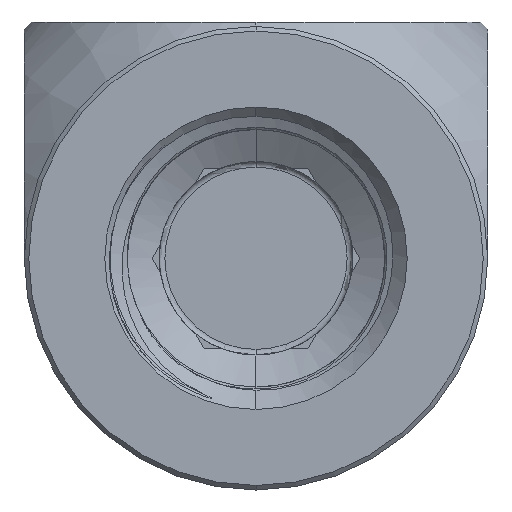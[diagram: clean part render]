
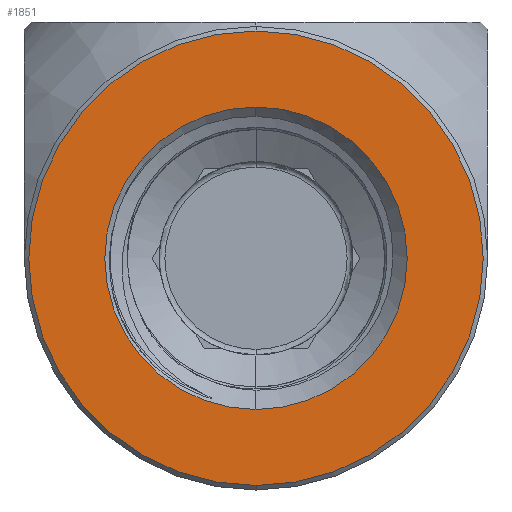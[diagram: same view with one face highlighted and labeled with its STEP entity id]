
A CAD part, front view. The second image highlights one B-rep face of the part: STEP entity #1851.
In plain terms, the highlighted planar face has unit normal (0, -1, 0).
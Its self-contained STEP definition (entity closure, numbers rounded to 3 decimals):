
#1146 = FACE_BOUND ( 'NONE', #12420, .T. ) ;
#1309 = PLANE ( 'NONE',  #4104 ) ;
#1851 = ADVANCED_FACE ( 'NONE', ( #2263, #1146 ), #1309, .F. ) ;
#1913 = EDGE_CURVE ( 'NONE', #12042, #12672, #13028, .T. ) ;
#2233 = CARTESIAN_POINT ( 'NONE',  ( 0., -7., 0. ) ) ;
#2263 = FACE_OUTER_BOUND ( 'NONE', #2571, .T. ) ;
#2428 = DIRECTION ( 'NONE',  ( 0., 1., 0. ) ) ;
#2526 = CIRCLE ( 'NONE', #10940, 10.1 ) ;
#2564 = CARTESIAN_POINT ( 'NONE',  ( 0., -7., 10.1 ) ) ;
#2571 = EDGE_LOOP ( 'NONE', ( #3653, #13651 ) ) ;
#3078 = DIRECTION ( 'NONE',  ( 0., 1., 0. ) ) ;
#3117 = AXIS2_PLACEMENT_3D ( 'NONE', #2233, #7124, #14546 ) ;
#3653 = ORIENTED_EDGE ( 'NONE', *, *, #11031, .F. ) ;
#4104 = AXIS2_PLACEMENT_3D ( 'NONE', #6028, #13373, #14577 ) ;
#4446 = DIRECTION ( 'NONE',  ( 0., 0., 1. ) ) ;
#4736 = ORIENTED_EDGE ( 'NONE', *, *, #6109, .T. ) ;
#4907 = CARTESIAN_POINT ( 'NONE',  ( 0., -7., 0. ) ) ;
#5523 = CARTESIAN_POINT ( 'NONE',  ( 0., -7., -6.72 ) ) ;
#6028 = CARTESIAN_POINT ( 'NONE',  ( 10.1, -7., 0. ) ) ;
#6109 = EDGE_CURVE ( 'NONE', #13656, #6723, #12060, .T. ) ;
#6550 = DIRECTION ( 'NONE',  ( 0., 0., 1. ) ) ;
#6723 = VERTEX_POINT ( 'NONE', #7313 ) ;
#7124 = DIRECTION ( 'NONE',  ( 0., 1., 0. ) ) ;
#7313 = CARTESIAN_POINT ( 'NONE',  ( 0., -7., 6.72 ) ) ;
#7518 = CARTESIAN_POINT ( 'NONE',  ( 0., -7., 0. ) ) ;
#8197 = AXIS2_PLACEMENT_3D ( 'NONE', #4907, #2428, #9791 ) ;
#8722 = DIRECTION ( 'NONE',  ( 0., 1., 0. ) ) ;
#9109 = ORIENTED_EDGE ( 'NONE', *, *, #10694, .T. ) ;
#9791 = DIRECTION ( 'NONE',  ( 0., 0., 1. ) ) ;
#10482 = CARTESIAN_POINT ( 'NONE',  ( 0., -7., -10.1 ) ) ;
#10694 = EDGE_CURVE ( 'NONE', #6723, #13656, #11430, .T. ) ;
#10940 = AXIS2_PLACEMENT_3D ( 'NONE', #14107, #3078, #4446 ) ;
#11031 = EDGE_CURVE ( 'NONE', #12672, #12042, #2526, .T. ) ;
#11430 = CIRCLE ( 'NONE', #15514, 6.72 ) ;
#12042 = VERTEX_POINT ( 'NONE', #10482 ) ;
#12060 = CIRCLE ( 'NONE', #3117, 6.72 ) ;
#12420 = EDGE_LOOP ( 'NONE', ( #4736, #9109 ) ) ;
#12672 = VERTEX_POINT ( 'NONE', #2564 ) ;
#13028 = CIRCLE ( 'NONE', #8197, 10.1 ) ;
#13373 = DIRECTION ( 'NONE',  ( 0., 1., 0. ) ) ;
#13651 = ORIENTED_EDGE ( 'NONE', *, *, #1913, .F. ) ;
#13656 = VERTEX_POINT ( 'NONE', #5523 ) ;
#14107 = CARTESIAN_POINT ( 'NONE',  ( 0., -7., 0. ) ) ;
#14546 = DIRECTION ( 'NONE',  ( 0., 0., 1. ) ) ;
#14577 = DIRECTION ( 'NONE',  ( 0., 0., 1. ) ) ;
#15514 = AXIS2_PLACEMENT_3D ( 'NONE', #7518, #8722, #6550 ) ;
